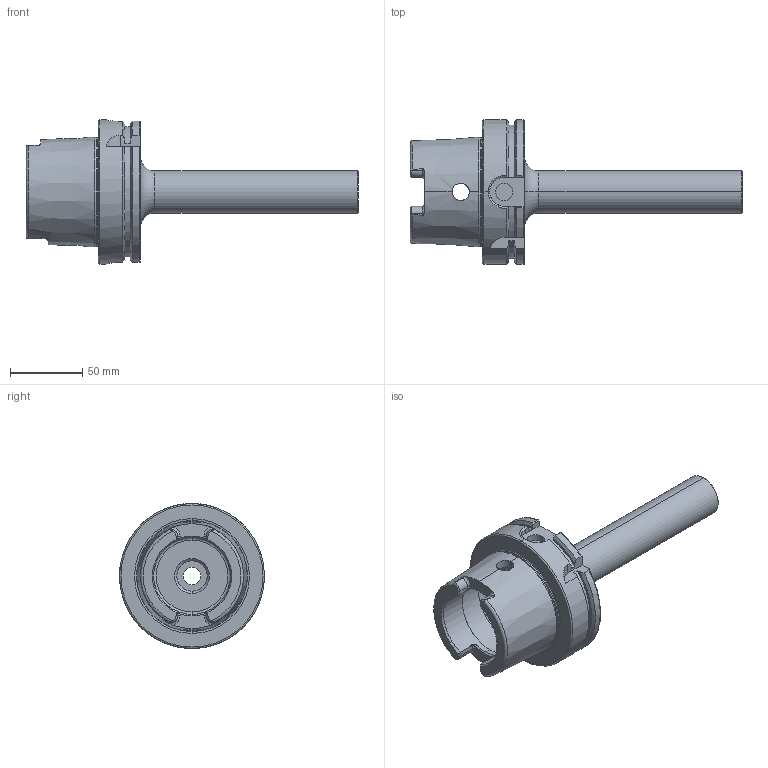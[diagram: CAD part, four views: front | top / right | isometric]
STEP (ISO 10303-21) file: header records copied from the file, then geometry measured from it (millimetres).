
FILE_DESCRIPTION (( 'STEP AP203' ), '1' );
FILE_NAME ('91100A-EZ8M16150.STEP', '2022-05-19T04:30:23', ( '' ), ( '' ), 'SwSTEP 2.0', 'SolidWorks 2018', '' );
FILE_SCHEMA (( 'CONFIG_CONTROL_DESIGN' ));
Length unit declared in the file: millimetre
Products named in the file (1): 91100A-EZ8M16150
Bounding box: 229 x 100 x 100 mm (x, y, z)
Volume: 335967.3 mm3; surface area: 68906.5 mm2
Topology: 1 solids, 1 shells, 174 faces, 431 edges, 262 vertices
Faces by surface type: cylinder 54, plane 50, cone 31, torus 29, bspline 10
Entity records: 6443 total; most frequent: CARTESIAN_POINT 2374, ORIENTED_EDGE 858, DIRECTION 814, EDGE_CURVE 429, AXIS2_PLACEMENT_3D 332, VERTEX_POINT 262, EDGE_LOOP 185, ADVANCED_FACE 174
